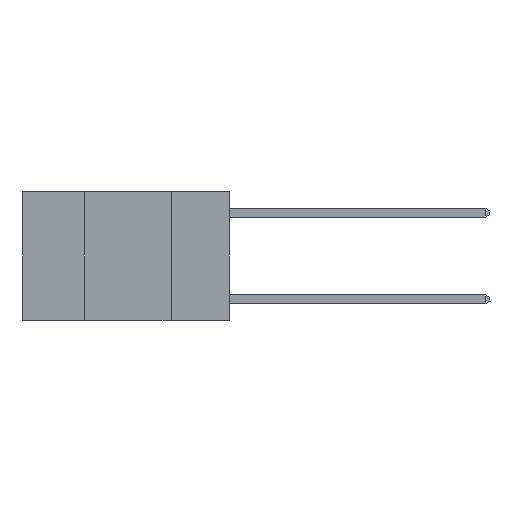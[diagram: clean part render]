
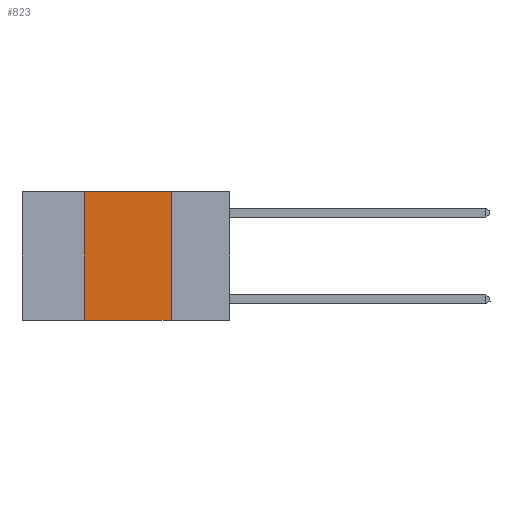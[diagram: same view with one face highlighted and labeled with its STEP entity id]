
A CAD part, left-side view. The second image highlights one B-rep face of the part: STEP entity #823.
In plain terms, the highlighted planar face has unit normal (-1, 0, 0).
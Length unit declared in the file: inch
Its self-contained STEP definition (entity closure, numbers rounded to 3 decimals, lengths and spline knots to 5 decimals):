
#823 = ADVANCED_FACE ( 'NONE', ( #13608 ), #5077, .F. ) ;
#2490 = EDGE_CURVE ( 'NONE', #6830, #10129, #17789, .T. ) ;
#2536 = CARTESIAN_POINT ( 'NONE',  ( 0., 0.42, 0. ) ) ;
#5077 = PLANE ( 'NONE',  #12430 ) ;
#5100 = EDGE_CURVE ( 'NONE', #19085, #10129, #25895, .T. ) ;
#5626 = ORIENTED_EDGE ( 'NONE', *, *, #9018, .F. ) ;
#5920 = DIRECTION ( 'NONE',  ( 0., 0., -1. ) ) ;
#6258 = ORIENTED_EDGE ( 'NONE', *, *, #2490, .T. ) ;
#6722 = CARTESIAN_POINT ( 'NONE',  ( 0., 0.6, -0.37 ) ) ;
#6830 = VERTEX_POINT ( 'NONE', #25090 ) ;
#7906 = EDGE_CURVE ( 'NONE', #6830, #16870, #19860, .T. ) ;
#9018 = EDGE_CURVE ( 'NONE', #16870, #19085, #22053, .T. ) ;
#9498 = CARTESIAN_POINT ( 'NONE',  ( 0., 0.6, 0. ) ) ;
#10129 = VERTEX_POINT ( 'NONE', #27482 ) ;
#10529 = ORIENTED_EDGE ( 'NONE', *, *, #5100, .F. ) ;
#10657 = CARTESIAN_POINT ( 'NONE',  ( 0., 0.42, 0. ) ) ;
#12430 = AXIS2_PLACEMENT_3D ( 'NONE', #12856, #26712, #5920 ) ;
#12856 = CARTESIAN_POINT ( 'NONE',  ( 0., 0.6, 0. ) ) ;
#12994 = DIRECTION ( 'NONE',  ( 0., 0., 1. ) ) ;
#13608 = FACE_OUTER_BOUND ( 'NONE', #16015, .T. ) ;
#16015 = EDGE_LOOP ( 'NONE', ( #10529, #5626, #22585, #6258 ) ) ;
#16870 = VERTEX_POINT ( 'NONE', #10657 ) ;
#17789 = LINE ( 'NONE', #6722, #19131 ) ;
#18082 = DIRECTION ( 'NONE',  ( 0., -1., 0. ) ) ;
#19085 = VERTEX_POINT ( 'NONE', #22961 ) ;
#19131 = VECTOR ( 'NONE', #21647, 39.37008 ) ;
#19218 = VECTOR ( 'NONE', #12994, 39.37008 ) ;
#19860 = LINE ( 'NONE', #2536, #19218 ) ;
#20339 = VECTOR ( 'NONE', #22603, 39.37008 ) ;
#20496 = CARTESIAN_POINT ( 'NONE',  ( 0., 0.17, 0. ) ) ;
#21376 = VECTOR ( 'NONE', #18082, 39.37008 ) ;
#21647 = DIRECTION ( 'NONE',  ( 0., -1., 0. ) ) ;
#22053 = LINE ( 'NONE', #9498, #21376 ) ;
#22585 = ORIENTED_EDGE ( 'NONE', *, *, #7906, .F. ) ;
#22603 = DIRECTION ( 'NONE',  ( 0., 0., -1. ) ) ;
#22961 = CARTESIAN_POINT ( 'NONE',  ( 0., 0.17, 0. ) ) ;
#25090 = CARTESIAN_POINT ( 'NONE',  ( 0., 0.42, -0.37 ) ) ;
#25895 = LINE ( 'NONE', #20496, #20339 ) ;
#26712 = DIRECTION ( 'NONE',  ( 1., 0., 0. ) ) ;
#27482 = CARTESIAN_POINT ( 'NONE',  ( 0., 0.17, -0.37 ) ) ;
